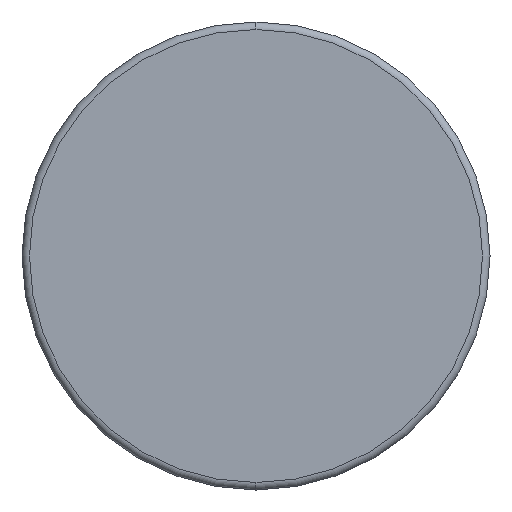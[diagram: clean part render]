
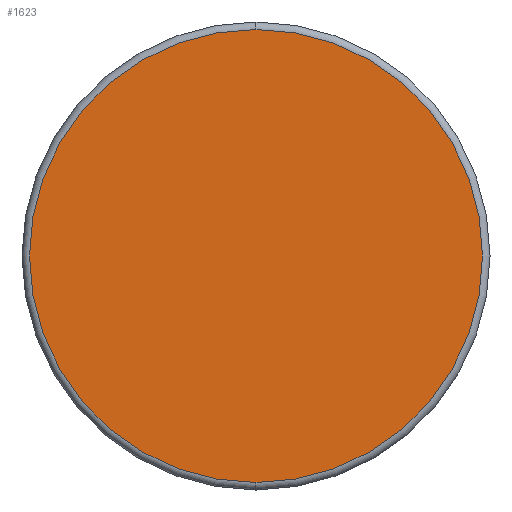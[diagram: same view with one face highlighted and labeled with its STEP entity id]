
A CAD part, left-side view. The second image highlights one B-rep face of the part: STEP entity #1623.
In plain terms, the highlighted planar face has unit normal (-1, 0, 0).
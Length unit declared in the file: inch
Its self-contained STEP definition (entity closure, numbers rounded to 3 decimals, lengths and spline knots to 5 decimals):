
#179 = FACE_OUTER_BOUND ( 'NONE', #2237, .T. ) ;
#246 = AXIS2_PLACEMENT_3D ( 'NONE', #2523, #2511, #1196 ) ;
#349 = CARTESIAN_POINT ( 'NONE',  ( 0.516, 0., 0.0605 ) ) ;
#1153 = ORIENTED_EDGE ( 'NONE', *, *, #3186, .T. ) ;
#1196 = DIRECTION ( 'NONE',  ( 0., 0., 1. ) ) ;
#1232 = CARTESIAN_POINT ( 'NONE',  ( 0.516, 0., -0.0605 ) ) ;
#1344 = CARTESIAN_POINT ( 'NONE',  ( 0.516, 0., 0. ) ) ;
#1563 = PLANE ( 'NONE',  #246 ) ;
#1623 = ADVANCED_FACE ( 'NONE', ( #179 ), #1563, .T. ) ;
#1637 = DIRECTION ( 'NONE',  ( -1., 0., 0. ) ) ;
#1902 = DIRECTION ( 'NONE',  ( -1., 0., 0. ) ) ;
#2003 = DIRECTION ( 'NONE',  ( 0., 0., 1. ) ) ;
#2136 = CIRCLE ( 'NONE', #3038, 0.0605 ) ;
#2180 = CIRCLE ( 'NONE', #4007, 0.0605 ) ;
#2237 = EDGE_LOOP ( 'NONE', ( #2623, #1153 ) ) ;
#2511 = DIRECTION ( 'NONE',  ( -1., 0., 0. ) ) ;
#2523 = CARTESIAN_POINT ( 'NONE',  ( 0.516, 0.0455, 0. ) ) ;
#2537 = DIRECTION ( 'NONE',  ( 0., 0., 1. ) ) ;
#2623 = ORIENTED_EDGE ( 'NONE', *, *, #3325, .T. ) ;
#3038 = AXIS2_PLACEMENT_3D ( 'NONE', #3885, #1902, #2537 ) ;
#3186 = EDGE_CURVE ( 'NONE', #3558, #4238, #2136, .T. ) ;
#3325 = EDGE_CURVE ( 'NONE', #4238, #3558, #2180, .T. ) ;
#3558 = VERTEX_POINT ( 'NONE', #1232 ) ;
#3885 = CARTESIAN_POINT ( 'NONE',  ( 0.516, 0., 0. ) ) ;
#4007 = AXIS2_PLACEMENT_3D ( 'NONE', #1344, #1637, #2003 ) ;
#4238 = VERTEX_POINT ( 'NONE', #349 ) ;
